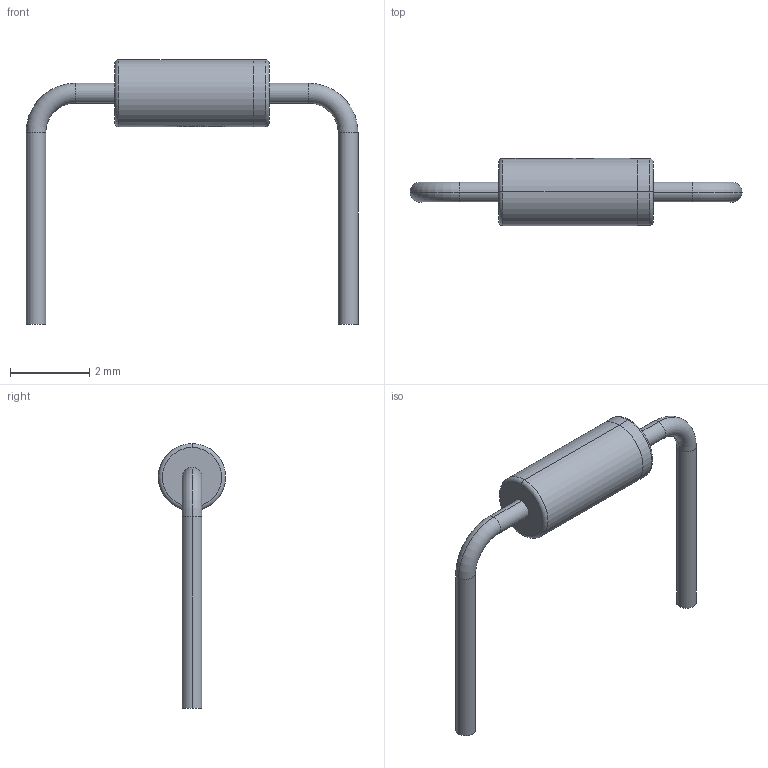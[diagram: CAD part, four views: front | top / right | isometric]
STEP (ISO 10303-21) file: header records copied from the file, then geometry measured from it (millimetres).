
FILE_DESCRIPTION (( 'STEP AP214' ), '1' );
FILE_NAME ('DO-35_BD1.9-L3.9-P7.90-D0.5-FD.step', '2022-07-04T10:27:06', ( '' ), ( '' ), 'SwSTEP 2.0', 'SolidWorks 2020', '' );
FILE_SCHEMA (( 'AUTOMOTIVE_DESIGN' ));
Length unit declared in the file: millimetre
Products named in the file (1): DO-35_BD1.9-L3.9-P7.90-D0.5-FD
Bounding box: 8.4 x 1.7 x 6.7 mm (x, y, z)
Volume: 11.7 mm3; surface area: 48.2 mm2
Topology: 1 solids, 1 shells, 315 faces, 861 edges, 570 vertices
Faces by surface type: plane 150, bspline 112, cylinder 45, torus 8
Entity records: 15875 total; most frequent: CARTESIAN_POINT 5848, ORIENTED_EDGE 1722, DIRECTION 877, EDGE_CURVE 861, VERTEX_POINT 570, EDGE_LOOP 337, LINE 321, VECTOR 321
